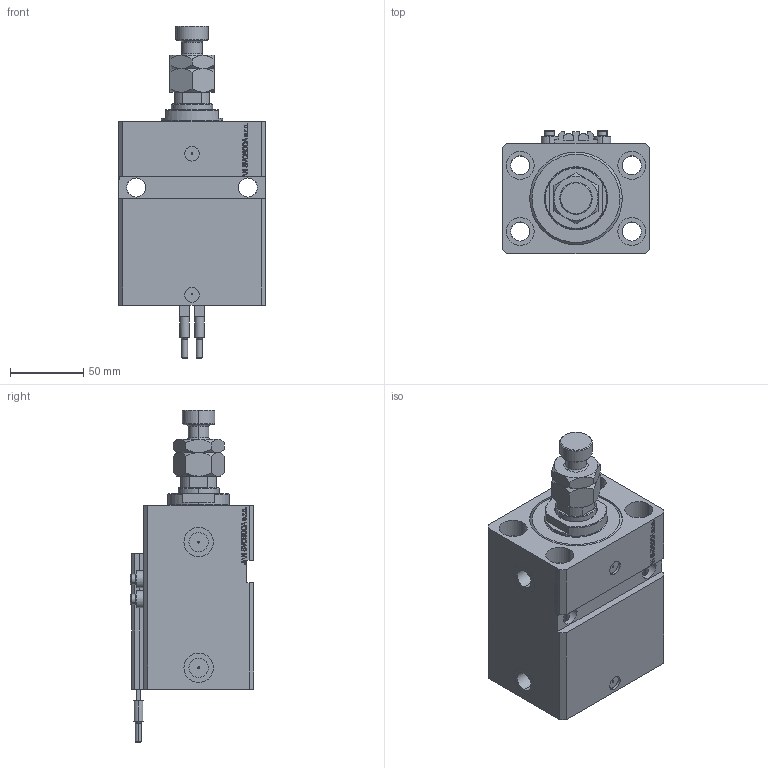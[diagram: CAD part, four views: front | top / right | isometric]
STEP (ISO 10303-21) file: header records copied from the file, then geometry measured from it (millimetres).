
FILE_DESCRIPTION (( 'STEP AP203' ), '1' );
FILE_NAME ('eb2b.STEP', '2021-09-24T10:36:39', ( '' ), ( '' ), 'SwSTEP 2.0', 'SolidWorks 2019', '' );
FILE_SCHEMA (( 'CONFIG_CONTROL_DESIGN' ));
Length unit declared in the file: millimetre
Products named in the file (7): V250CE_E 69c334b90e19f2c62a30b8e76c7a6f1d; eb2b; V250CE_C_VCP 69c334b90e19f2c62a30b8e76c7a6f1d; V250CE_VC_E 69c334b90e19f2c62a30b8e76c7a6f1d; ALLEN BOLT V250CE 69c334b90e19f2c62a30b8e76c7a6f1d; SWITCH_V250CE 69c334b90e19f2c62a30b8e76c7a6f1d; MFA 69c334b90e19f2c62a30b8e76c7a6f1d
Assembly tree (10 placements, depth 2):
  eb2b
    V250CE_E 69c334b90e19f2c62a30b8e76c7a6f1d
    ALLEN BOLT V250CE 69c334b90e19f2c62a30b8e76c7a6f1d  x4
    V250CE_C_VCP 69c334b90e19f2c62a30b8e76c7a6f1d
    V250CE_VC_E 69c334b90e19f2c62a30b8e76c7a6f1d
    MFA 69c334b90e19f2c62a30b8e76c7a6f1d
    SWITCH_V250CE 69c334b90e19f2c62a30b8e76c7a6f1d  x2
Bounding box: 100 x 84 x 225.9 mm (x, y, z)
Volume: 807404.6 mm3; surface area: 158589.2 mm2
Topology: 11 solids, 11 shells, 1208 faces, 2988 edges, 1921 vertices
Faces by surface type: plane 587, bspline 357, cylinder 154, cone 88, torus 22
Entity records: 50690 total; most frequent: CARTESIAN_POINT 25716, ORIENTED_EDGE 5558, DIRECTION 3797, EDGE_CURVE 2779, VERTEX_POINT 1807, VECTOR 1653, LINE 1653, EDGE_LOOP 1248
